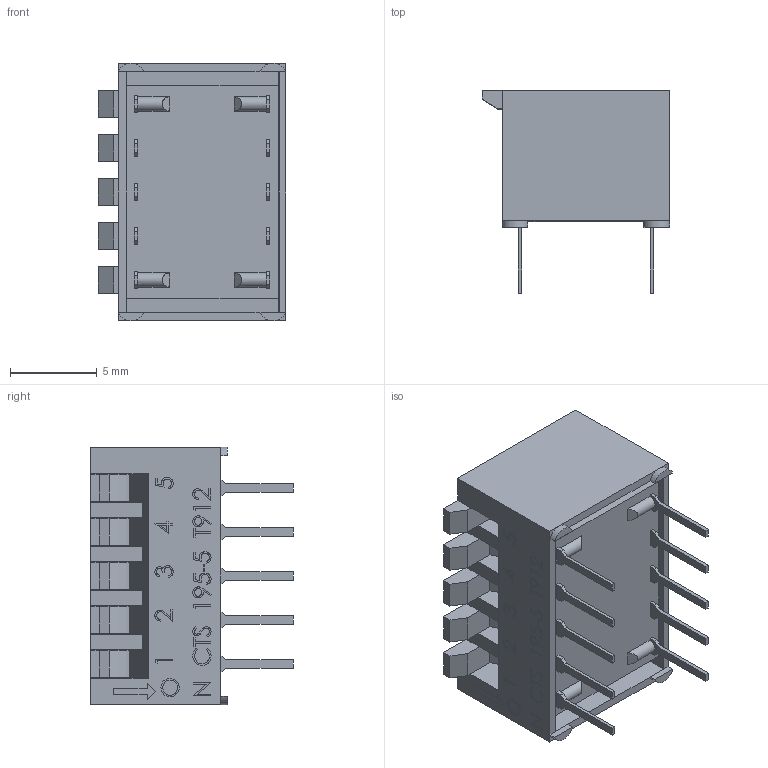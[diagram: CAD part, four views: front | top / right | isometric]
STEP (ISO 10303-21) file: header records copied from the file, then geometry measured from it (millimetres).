
FILE_DESCRIPTION (( 'STEP AP214' ), '1' );
FILE_NAME ('195-5MS.STEP', '2019-05-24T06:08:45', ( '' ), ( '' ), 'SwSTEP 2.0', 'SolidWorks 2019', '' );
FILE_SCHEMA (( 'AUTOMOTIVE_DESIGN' ));
Length unit declared in the file: millimetre
Products named in the file (4): 194-5 pole assembly; 195-5MS; 193-56-001; 194-40-105B
Assembly tree (7 placements, depth 2):
  195-5MS
    194-40-105B
    193-56-001  x5
    194-5 pole assembly
Bounding box: 10.79 x 11.71 x 14.88 mm (x, y, z)
Volume: 779 mm3; surface area: 1729.2 mm2
Topology: 7 solids, 7 shells, 475 faces, 1292 edges, 856 vertices
Faces by surface type: plane 342, bspline 100, cylinder 33
Entity records: 19344 total; most frequent: CARTESIAN_POINT 8721, ORIENTED_EDGE 2344, DIRECTION 1676, EDGE_CURVE 1172, VECTOR 934, LINE 934, VERTEX_POINT 776, EDGE_LOOP 462
